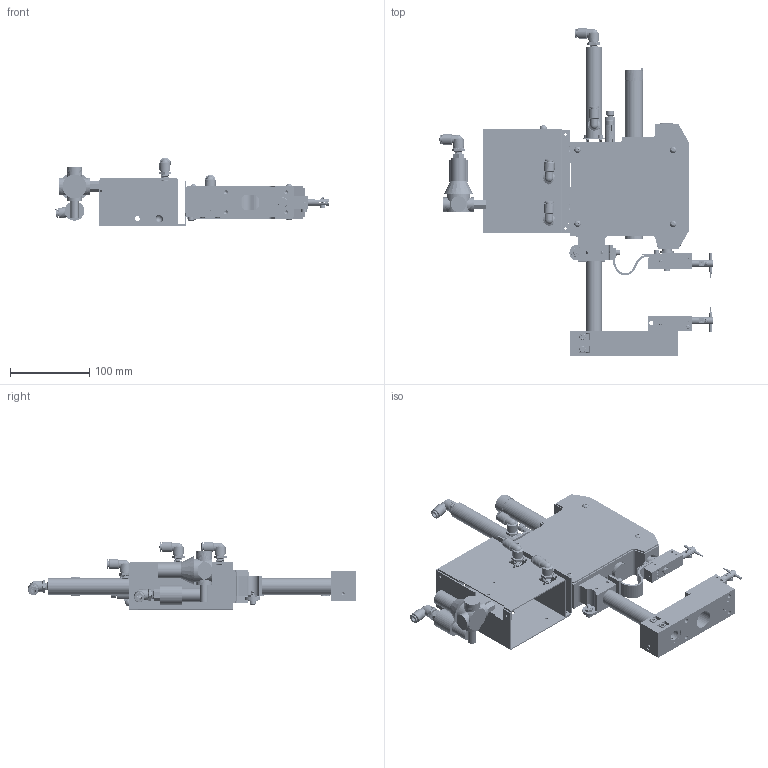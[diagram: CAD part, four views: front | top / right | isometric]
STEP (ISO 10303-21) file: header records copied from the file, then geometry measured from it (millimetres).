
FILE_DESCRIPTION (( 'STEP AP214' ), '1' );
FILE_NAME ('80A EZ Assembly.STEP', '2015-08-06T21:06:34', ( 'user' ), ( '' ), 'SwSTEP 2.0', 'SolidWorks 2012', '' );
FILE_SCHEMA (( 'AUTOMOTIVE_DESIGN' ));
Length unit declared in the file: inch
Products named in the file (10): 4-32784-01 Weld Flexure; 4-32442-01 Mounting Base ASSY, Thin; 4-30337-01 Shaft; 4-02889-04 Electrode; EZ Air Single; 80A Holder; 80A Lower Adapter; 80A Upper Adapter; 80A Body; 80A EZ Assembly
Assembly tree (11 placements, depth 2):
  80A EZ Assembly
    80A Body
    80A Upper Adapter
    80A Lower Adapter
    80A Holder  x2
    EZ Air Single
    4-02889-04 Electrode  x2
    4-30337-01 Shaft
    4-32442-01 Mounting Base ASSY, Thin
    4-32784-01 Weld Flexure
Bounding box: 344.72 x 413.84 x 86.45 mm (x, y, z)
Volume: 996441.6 mm3; surface area: 444540.8 mm2
Topology: 57 solids, 81 shells, 1455 faces, 3240 edges, 2016 vertices
Faces by surface type: plane 667, cone 344, cylinder 329, bspline 85, sphere 20, torus 10
Full cylindrical faces by diameter (mm): 1.524 x2, 1.575 x2, 2.377 x2, 2.824 x2, 2.845 x1, 3.175 x13, 3.3 x1, 3.454 x16, 3.65 x2, 3.734 x1, 4 x5, 4.039 x2, 4.166 x2, 4.216 x9, 4.318 x2, 4.343 x2, 4.369 x2, 4.394 x4, 4.75 x6, 4.775 x10, 5.08 x1, 5.105 x7, 5.156 x2, 5.207 x2, 5.41 x4, 5.613 x2, 6.35 x28, 6.37 x1, 6.756 x2, 6.858 x12
Entity records: 119171 total; most frequent: CARTESIAN_POINT 73100, DIRECTION 5495, ORIENTED_EDGE 5104, EDGE_CURVE 2593, AXIS2_PLACEMENT_3D 2242, EDGE_LOOP 2015, VERTEX_POINT 1769, FACE_OUTER_BOUND 1617
